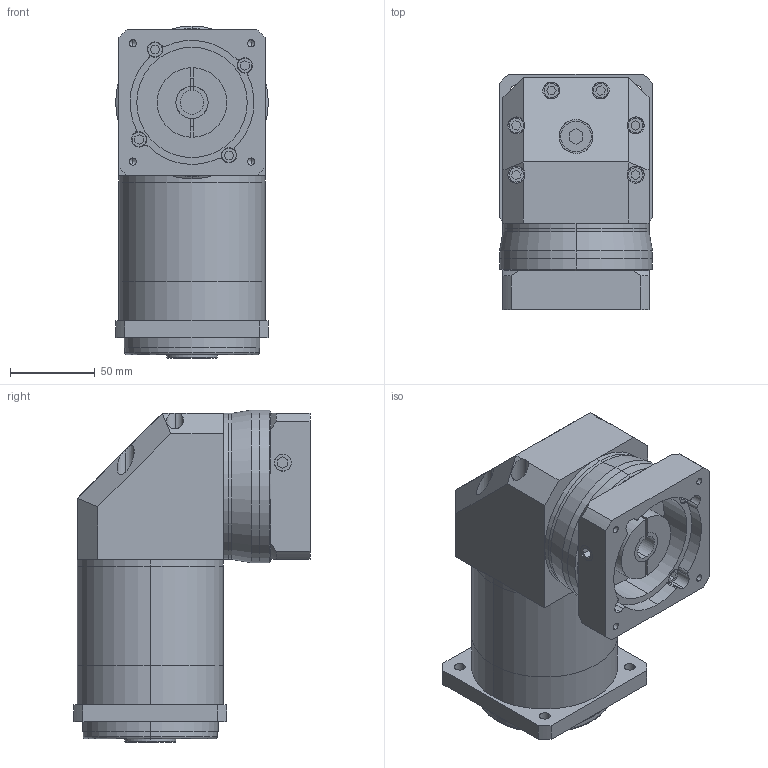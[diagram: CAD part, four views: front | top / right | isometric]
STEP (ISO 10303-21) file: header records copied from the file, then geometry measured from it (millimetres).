
FILE_DESCRIPTION (( 'STEP AP214' ), '1' );
FILE_NAME ('VGZK85双级模型（14-35 73-2 4-5.5-69.6-69.6）新.STEP', '2018-10-23T03:12:18', ( 'Windows' ), ( 'Microsoft' ), 'SwSTEP 2.0', 'SolidWorks 2016', '' );
FILE_SCHEMA (( 'AUTOMOTIVE_DESIGN' ));
Length unit declared in the file: millimetre
Products named in the file (1): VGZK85双级模型（14-35 73-2 4-5.5-69.6-69.6）新
Bounding box: 90 x 139 x 195.5 mm (x, y, z)
Volume: 1354476.9 mm3; surface area: 167433.8 mm2
Topology: 6 solids, 6 shells, 359 faces, 857 edges, 553 vertices
Faces by surface type: plane 195, cylinder 144, cone 16, torus 4
Entity records: 10588 total; most frequent: DIRECTION 1863, CARTESIAN_POINT 1840, ORIENTED_EDGE 1698, EDGE_CURVE 849, AXIS2_PLACEMENT_3D 680, VERTEX_POINT 553, VECTOR 503, LINE 503
